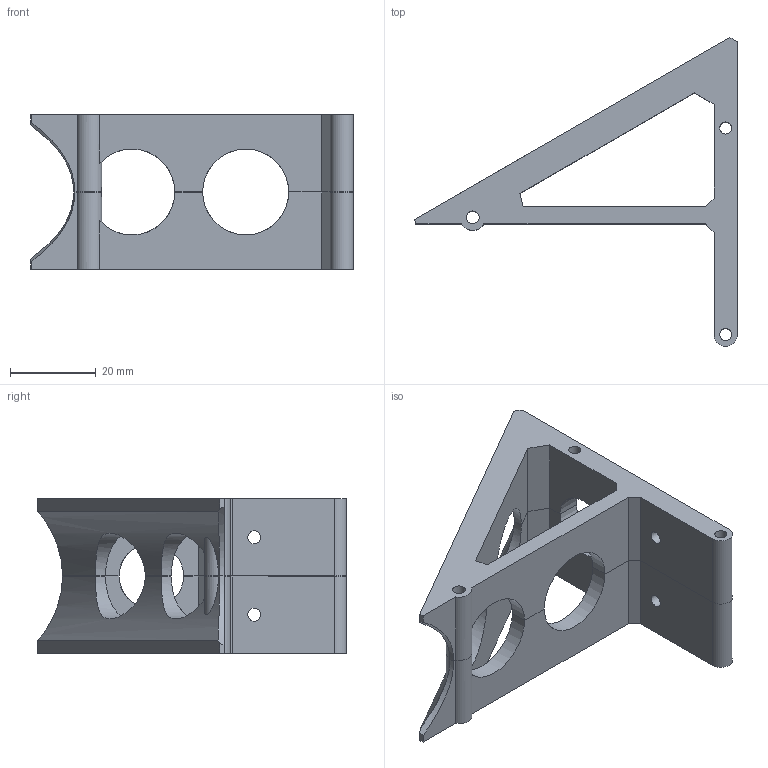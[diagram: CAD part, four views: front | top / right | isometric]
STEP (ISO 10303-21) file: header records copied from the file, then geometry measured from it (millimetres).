
FILE_DESCRIPTION(/* description */ (''),/* implementation_level */ '2;1');
FILE_NAME(/* name */ 'jig_teststand_bumper_v4.step',/* time_stamp */ '2023-01-28T13:15:05-08:00',/* author */ (''),/* organization */ (''),/* preprocessor_version */ 'ST-DEVELOPER v19.2',/* originating_system */ 'Autodesk Translation Framework v11.17.0.187',/* authorisation */ '');
FILE_SCHEMA (('AUTOMOTIVE_DESIGN { 1 0 10303 214 3 1 1 }'));
Length unit declared in the file: millimetre
Products named in the file (1): jig_teststand_bumper
Bounding box: 75.07 x 71.78 x 36 mm (x, y, z)
Volume: 25640.4 mm3; surface area: 16165.3 mm2
Topology: 2 solids, 2 shells, 78 faces, 232 edges, 156 vertices
Faces by surface type: plane 48, cylinder 24, bspline 6
Full cylindrical faces by diameter (mm): 2.8 x4, 3 x6
Entity records: 3063 total; most frequent: CARTESIAN_POINT 937, ORIENTED_EDGE 464, DIRECTION 378, EDGE_CURVE 232, VERTEX_POINT 156, LINE 148, VECTOR 148, AXIS2_PLACEMENT_3D 115
